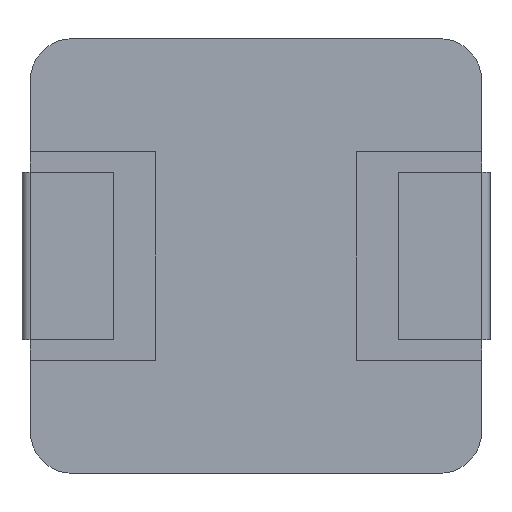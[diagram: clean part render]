
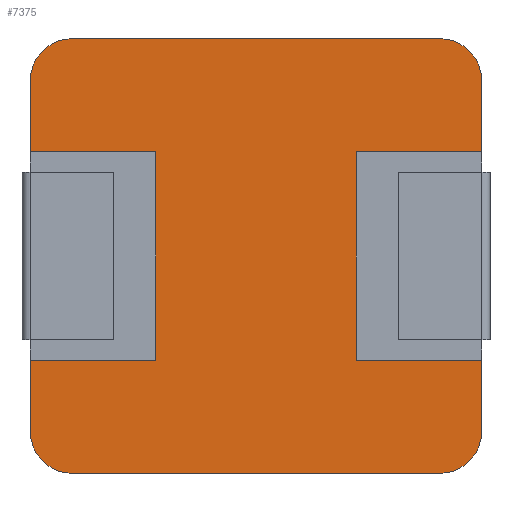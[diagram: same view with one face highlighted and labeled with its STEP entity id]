
A CAD part, front view. The second image highlights one B-rep face of the part: STEP entity #7375.
In plain terms, the highlighted planar face has unit normal (0, -1, 0).
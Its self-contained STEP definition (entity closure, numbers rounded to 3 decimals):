
#842 = CARTESIAN_POINT ( 'NONE',  ( -2.2, -1.45, 2.1 ) ) ;
#852 = LINE ( 'NONE', #853, #8671 ) ;
#853 = CARTESIAN_POINT ( 'NONE',  ( 2.7, -1.45, -2.6 ) ) ;
#854 = DIRECTION ( 'NONE',  ( -1., 0., 0. ) ) ;
#855 = LINE ( 'NONE', #856, #8680 ) ;
#856 = CARTESIAN_POINT ( 'NONE',  ( 2.7, -1.45, -2.6 ) ) ;
#857 = DIRECTION ( 'NONE',  ( 0., 0., -1. ) ) ;
#861 = DIRECTION ( 'NONE',  ( 0., -1., 0. ) ) ;
#862 = DIRECTION ( 'NONE',  ( 0., 0., -1. ) ) ;
#863 = CARTESIAN_POINT ( 'NONE',  ( 2.2, -1.45, 2.1 ) ) ;
#867 = LINE ( 'NONE', #868, #9288 ) ;
#868 = CARTESIAN_POINT ( 'NONE',  ( -1.2, -1.45, 1.25 ) ) ;
#869 = DIRECTION ( 'NONE',  ( 0., 0., 1. ) ) ;
#879 = DIRECTION ( 'NONE',  ( 0., -1., 0. ) ) ;
#880 = DIRECTION ( 'NONE',  ( 0., 0., -1. ) ) ;
#881 = CARTESIAN_POINT ( 'NONE',  ( -2.2, -1.45, -2.1 ) ) ;
#882 = LINE ( 'NONE', #883, #9291 ) ;
#883 = CARTESIAN_POINT ( 'NONE',  ( 1.2, -1.45, 1.25 ) ) ;
#884 = DIRECTION ( 'NONE',  ( 0., 0., -1. ) ) ;
#885 = DIRECTION ( 'NONE',  ( 0., -1., 0. ) ) ;
#886 = DIRECTION ( 'NONE',  ( 0., 0., -1. ) ) ;
#887 = CARTESIAN_POINT ( 'NONE',  ( 2.2, -1.45, -2.1 ) ) ;
#891 = DIRECTION ( 'NONE',  ( 0., -1., 0. ) ) ;
#892 = DIRECTION ( 'NONE',  ( 0., 0., -1. ) ) ;
#897 = LINE ( 'NONE', #898, #9297 ) ;
#898 = CARTESIAN_POINT ( 'NONE',  ( -2.7, -1.45, -1.25 ) ) ;
#899 = DIRECTION ( 'NONE',  ( 1., 0., 0. ) ) ;
#903 = LINE ( 'NONE', #904, #9295 ) ;
#904 = CARTESIAN_POINT ( 'NONE',  ( 2.7, -1.45, -1.25 ) ) ;
#905 = DIRECTION ( 'NONE',  ( 1., 0., 0. ) ) ;
#906 = LINE ( 'NONE', #907, #9296 ) ;
#907 = CARTESIAN_POINT ( 'NONE',  ( 2.7, -1.45, 1.25 ) ) ;
#908 = DIRECTION ( 'NONE',  ( -1., 0., 0. ) ) ;
#997 = VERTEX_POINT ( 'NONE', #1805 ) ;
#1009 = VERTEX_POINT ( 'NONE', #1779 ) ;
#1027 = VERTEX_POINT ( 'NONE', #1733 ) ;
#1030 = VERTEX_POINT ( 'NONE', #1750 ) ;
#1070 = VERTEX_POINT ( 'NONE', #1867 ) ;
#1083 = VERTEX_POINT ( 'NONE', #1880 ) ;
#1121 = VERTEX_POINT ( 'NONE', #1811 ) ;
#1146 = VERTEX_POINT ( 'NONE', #1612 ) ;
#1155 = VERTEX_POINT ( 'NONE', #1635 ) ;
#1177 = VERTEX_POINT ( 'NONE', #1613 ) ;
#1230 = VERTEX_POINT ( 'NONE', #1558 ) ;
#1242 = VERTEX_POINT ( 'NONE', #1547 ) ;
#1243 = VERTEX_POINT ( 'NONE', #1535 ) ;
#1245 = VERTEX_POINT ( 'NONE', #1541 ) ;
#1264 = VERTEX_POINT ( 'NONE', #1516 ) ;
#1269 = VERTEX_POINT ( 'NONE', #1513 ) ;
#1513 = CARTESIAN_POINT ( 'NONE',  ( 1.2, -1.45, -1.25 ) ) ;
#1516 = CARTESIAN_POINT ( 'NONE',  ( -1.2, -1.45, -1.25 ) ) ;
#1535 = CARTESIAN_POINT ( 'NONE',  ( -2.7, -1.45, -1.25 ) ) ;
#1541 = CARTESIAN_POINT ( 'NONE',  ( -2.7, -1.45, 2.1 ) ) ;
#1547 = CARTESIAN_POINT ( 'NONE',  ( 2.7, -1.45, 1.25 ) ) ;
#1558 = CARTESIAN_POINT ( 'NONE',  ( 2.7, -1.45, -2.1 ) ) ;
#1612 = CARTESIAN_POINT ( 'NONE',  ( -2.7, -1.45, 1.25 ) ) ;
#1613 = CARTESIAN_POINT ( 'NONE',  ( -1.2, -1.45, 1.25 ) ) ;
#1635 = CARTESIAN_POINT ( 'NONE',  ( 2.7, -1.45, -1.25 ) ) ;
#1693 = ORIENTED_EDGE ( 'NONE', *, *, #6490, .F. ) ;
#1696 = ORIENTED_EDGE ( 'NONE', *, *, #6482, .T. ) ;
#1699 = ORIENTED_EDGE ( 'NONE', *, *, #6474, .F. ) ;
#1700 = ORIENTED_EDGE ( 'NONE', *, *, #6516, .F. ) ;
#1701 = ORIENTED_EDGE ( 'NONE', *, *, #6491, .F. ) ;
#1702 = ORIENTED_EDGE ( 'NONE', *, *, #6486, .T. ) ;
#1703 = ORIENTED_EDGE ( 'NONE', *, *, #2942, .F. ) ;
#1704 = ORIENTED_EDGE ( 'NONE', *, *, #2864, .F. ) ;
#1705 = ORIENTED_EDGE ( 'NONE', *, *, #6473, .F. ) ;
#1706 = ORIENTED_EDGE ( 'NONE', *, *, #2892, .F. ) ;
#1711 = ORIENTED_EDGE ( 'NONE', *, *, #6478, .F. ) ;
#1716 = ORIENTED_EDGE ( 'NONE', *, *, #2875, .F. ) ;
#1717 = ORIENTED_EDGE ( 'NONE', *, *, #6483, .F. ) ;
#1720 = ORIENTED_EDGE ( 'NONE', *, *, #6476, .T. ) ;
#1733 = CARTESIAN_POINT ( 'NONE',  ( 1.2, -1.45, 1.25 ) ) ;
#1736 = ORIENTED_EDGE ( 'NONE', *, *, #6484, .T. ) ;
#1738 = ORIENTED_EDGE ( 'NONE', *, *, #6488, .F. ) ;
#1750 = CARTESIAN_POINT ( 'NONE',  ( 2.2, -1.45, 2.6 ) ) ;
#1779 = CARTESIAN_POINT ( 'NONE',  ( 2.7, -1.45, 2.1 ) ) ;
#1805 = CARTESIAN_POINT ( 'NONE',  ( -2.2, -1.45, 2.6 ) ) ;
#1811 = CARTESIAN_POINT ( 'NONE',  ( -2.7, -1.45, -2.1 ) ) ;
#1867 = CARTESIAN_POINT ( 'NONE',  ( -2.2, -1.45, -2.6 ) ) ;
#1880 = CARTESIAN_POINT ( 'NONE',  ( 2.2, -1.45, -2.6 ) ) ;
#2194 = LINE ( 'NONE', #2195, #6605 ) ;
#2195 = CARTESIAN_POINT ( 'NONE',  ( -2.7, -1.45, 1.25 ) ) ;
#2196 = DIRECTION ( 'NONE',  ( -1., 0., 0. ) ) ;
#2864 = EDGE_CURVE ( 'NONE', #1121, #1243, #4307, .T. ) ;
#2875 = EDGE_CURVE ( 'NONE', #997, #1030, #4413, .T. ) ;
#2892 = EDGE_CURVE ( 'NONE', #1146, #1245, #4488, .T. ) ;
#2942 = EDGE_CURVE ( 'NONE', #1155, #1230, #10527, .T. ) ;
#4307 = LINE ( 'NONE', #4308, #5171 ) ;
#4308 = CARTESIAN_POINT ( 'NONE',  ( -2.7, -1.45, -2.6 ) ) ;
#4310 = DIRECTION ( 'NONE',  ( 0., 0., 1. ) ) ;
#4413 = LINE ( 'NONE', #4414, #5178 ) ;
#4414 = CARTESIAN_POINT ( 'NONE',  ( 2.7, -1.45, 2.6 ) ) ;
#4415 = DIRECTION ( 'NONE',  ( 1., 0., 0. ) ) ;
#4488 = LINE ( 'NONE', #4489, #8154 ) ;
#4489 = CARTESIAN_POINT ( 'NONE',  ( -2.7, -1.45, -2.6 ) ) ;
#4490 = DIRECTION ( 'NONE',  ( 0., 0., 1. ) ) ;
#4852 = FACE_OUTER_BOUND ( 'NONE', #8988, .T. ) ;
#4862 = AXIS2_PLACEMENT_3D ( 'NONE', #5363, #5364, #5365 ) ;
#5171 = VECTOR ( 'NONE', #4310, 1000. ) ;
#5178 = VECTOR ( 'NONE', #4415, 1000. ) ;
#5362 = PLANE ( 'NONE',  #4862 ) ;
#5363 = CARTESIAN_POINT ( 'NONE',  ( 0., -1.45, 0. ) ) ;
#5364 = DIRECTION ( 'NONE',  ( 0., -1., 0. ) ) ;
#5365 = DIRECTION ( 'NONE',  ( 0., 0., -1. ) ) ;
#6431 = CIRCLE ( 'NONE', #9284, 0.5 ) ;
#6433 = CIRCLE ( 'NONE', #9285, 0.5 ) ;
#6438 = CIRCLE ( 'NONE', #8675, 0.5 ) ;
#6452 = CIRCLE ( 'NONE', #8665, 0.5 ) ;
#6473 = EDGE_CURVE ( 'NONE', #1083, #1070, #852, .T. ) ;
#6474 = EDGE_CURVE ( 'NONE', #1009, #1242, #855, .T. ) ;
#6476 = EDGE_CURVE ( 'NONE', #997, #1245, #6438, .T. ) ;
#6478 = EDGE_CURVE ( 'NONE', #1264, #1177, #867, .T. ) ;
#6482 = EDGE_CURVE ( 'NONE', #1009, #1030, #6433, .T. ) ;
#6483 = EDGE_CURVE ( 'NONE', #1027, #1269, #882, .T. ) ;
#6484 = EDGE_CURVE ( 'NONE', #1121, #1070, #6452, .T. ) ;
#6486 = EDGE_CURVE ( 'NONE', #1083, #1230, #6431, .T. ) ;
#6488 = EDGE_CURVE ( 'NONE', #1243, #1264, #897, .T. ) ;
#6490 = EDGE_CURVE ( 'NONE', #1269, #1155, #903, .T. ) ;
#6491 = EDGE_CURVE ( 'NONE', #1242, #1027, #906, .T. ) ;
#6516 = EDGE_CURVE ( 'NONE', #1177, #1146, #2194, .T. ) ;
#6605 = VECTOR ( 'NONE', #2196, 1000. ) ;
#7375 = ADVANCED_FACE ( 'NONE', ( #4852 ), #5362, .T. ) ;
#8154 = VECTOR ( 'NONE', #4490, 1000. ) ;
#8665 = AXIS2_PLACEMENT_3D ( 'NONE', #881, #885, #886 ) ;
#8671 = VECTOR ( 'NONE', #854, 1000. ) ;
#8675 = AXIS2_PLACEMENT_3D ( 'NONE', #842, #861, #862 ) ;
#8680 = VECTOR ( 'NONE', #857, 1000. ) ;
#8735 = VECTOR ( 'NONE', #10529, 1000. ) ;
#8988 = EDGE_LOOP ( 'NONE', ( #1716, #1720, #1706, #1700, #1711, #1738, #1704, #1736, #1705, #1702, #1703, #1693, #1717, #1701, #1699, #1696 ) ) ;
#9284 = AXIS2_PLACEMENT_3D ( 'NONE', #887, #891, #892 ) ;
#9285 = AXIS2_PLACEMENT_3D ( 'NONE', #863, #879, #880 ) ;
#9288 = VECTOR ( 'NONE', #869, 1000. ) ;
#9291 = VECTOR ( 'NONE', #884, 1000. ) ;
#9295 = VECTOR ( 'NONE', #905, 1000. ) ;
#9296 = VECTOR ( 'NONE', #908, 1000. ) ;
#9297 = VECTOR ( 'NONE', #899, 1000. ) ;
#10527 = LINE ( 'NONE', #10528, #8735 ) ;
#10528 = CARTESIAN_POINT ( 'NONE',  ( 2.7, -1.45, -2.6 ) ) ;
#10529 = DIRECTION ( 'NONE',  ( 0., 0., -1. ) ) ;
